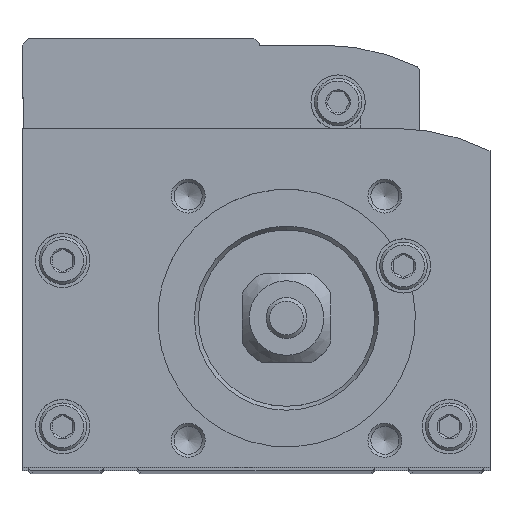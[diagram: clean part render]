
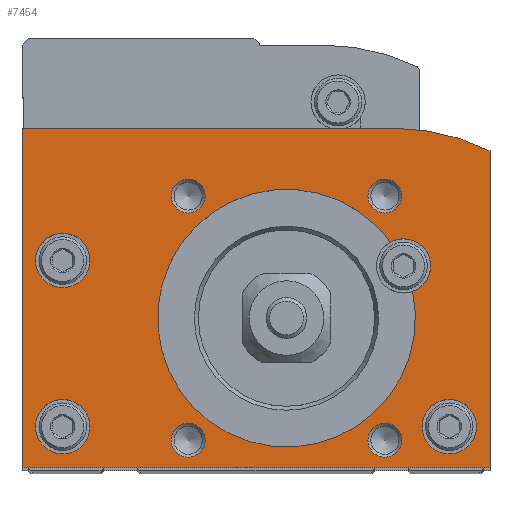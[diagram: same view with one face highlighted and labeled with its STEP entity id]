
A CAD part, top view. The second image highlights one B-rep face of the part: STEP entity #7454.
In plain terms, the highlighted face is planar.
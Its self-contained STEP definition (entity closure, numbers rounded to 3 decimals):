
#505=CIRCLE('',#9481,19.);
#508=CIRCLE('',#9485,32.);
#510=CIRCLE('',#9492,2.5);
#511=CIRCLE('',#9493,2.5);
#512=CIRCLE('',#9494,2.5);
#513=CIRCLE('',#9495,2.5);
#514=CIRCLE('',#9496,4.);
#515=CIRCLE('',#9497,4.);
#516=CIRCLE('',#9498,4.);
#517=CIRCLE('',#9499,4.);
#1690=ORIENTED_EDGE('',*,*,#3276,.T.);
#1691=ORIENTED_EDGE('',*,*,#3277,.T.);
#1692=ORIENTED_EDGE('',*,*,#3278,.T.);
#1693=ORIENTED_EDGE('',*,*,#3279,.T.);
#1694=ORIENTED_EDGE('',*,*,#3280,.F.);
#1695=ORIENTED_EDGE('',*,*,#3281,.F.);
#1696=ORIENTED_EDGE('',*,*,#3282,.F.);
#1697=ORIENTED_EDGE('',*,*,#3256,.F.);
#1698=ORIENTED_EDGE('',*,*,#3283,.F.);
#1699=ORIENTED_EDGE('',*,*,#3262,.F.);
#1700=ORIENTED_EDGE('',*,*,#3275,.F.);
#1701=ORIENTED_EDGE('',*,*,#3271,.F.);
#1702=ORIENTED_EDGE('',*,*,#3268,.F.);
#1703=ORIENTED_EDGE('',*,*,#3265,.F.);
#3256=EDGE_CURVE('',#4126,#4127,#505,.T.);
#3262=EDGE_CURVE('',#4132,#4133,#508,.T.);
#3265=EDGE_CURVE('',#4133,#4135,#4835,.T.);
#3268=EDGE_CURVE('',#4135,#4137,#4838,.T.);
#3271=EDGE_CURVE('',#4137,#4139,#4841,.T.);
#3275=EDGE_CURVE('',#4139,#4132,#4844,.T.);
#3276=EDGE_CURVE('',#4141,#4141,#510,.T.);
#3277=EDGE_CURVE('',#4142,#4142,#511,.T.);
#3278=EDGE_CURVE('',#4143,#4143,#512,.T.);
#3279=EDGE_CURVE('',#4144,#4144,#513,.T.);
#3280=EDGE_CURVE('',#4145,#4145,#514,.T.);
#3281=EDGE_CURVE('',#4146,#4146,#515,.T.);
#3282=EDGE_CURVE('',#4127,#4126,#516,.T.);
#3283=EDGE_CURVE('',#4147,#4147,#517,.T.);
#4126=VERTEX_POINT('',#13413);
#4127=VERTEX_POINT('',#13414);
#4132=VERTEX_POINT('',#13425);
#4133=VERTEX_POINT('',#13427);
#4135=VERTEX_POINT('',#13433);
#4137=VERTEX_POINT('',#13439);
#4139=VERTEX_POINT('',#13445);
#4141=VERTEX_POINT('',#13454);
#4142=VERTEX_POINT('',#13456);
#4143=VERTEX_POINT('',#13458);
#4144=VERTEX_POINT('',#13460);
#4145=VERTEX_POINT('',#13462);
#4146=VERTEX_POINT('',#13464);
#4147=VERTEX_POINT('',#13467);
#4835=LINE('',#13432,#5434);
#4838=LINE('',#13438,#5437);
#4841=LINE('',#13444,#5440);
#4844=LINE('',#13451,#5443);
#5434=VECTOR('',#10985,1000.);
#5437=VECTOR('',#10990,1000.);
#5440=VECTOR('',#10995,1000.);
#5443=VECTOR('',#11002,1000.);
#5895=EDGE_LOOP('',(#1690));
#5896=EDGE_LOOP('',(#1691));
#5897=EDGE_LOOP('',(#1692));
#5898=EDGE_LOOP('',(#1693));
#5899=EDGE_LOOP('',(#1694));
#5900=EDGE_LOOP('',(#1695));
#5901=EDGE_LOOP('',(#1696,#1697));
#5902=EDGE_LOOP('',(#1698));
#5903=EDGE_LOOP('',(#1699,#1700,#1701,#1702,#1703));
#6544=FACE_BOUND('',#5895,.T.);
#6545=FACE_BOUND('',#5896,.T.);
#6546=FACE_BOUND('',#5897,.T.);
#6547=FACE_BOUND('',#5898,.T.);
#6548=FACE_BOUND('',#5899,.T.);
#6549=FACE_BOUND('',#5900,.T.);
#6550=FACE_BOUND('',#5901,.T.);
#6551=FACE_BOUND('',#5902,.T.);
#6552=FACE_BOUND('',#5903,.T.);
#7108=PLANE('',#9491);
#7454=ADVANCED_FACE('',(#6544,#6545,#6546,#6547,#6548,#6549,#6550,#6551,
#6552),#7108,.F.);
#9481=AXIS2_PLACEMENT_3D('',#13412,#10968,#10969);
#9485=AXIS2_PLACEMENT_3D('',#13426,#10979,#10980);
#9491=AXIS2_PLACEMENT_3D('',#13452,#11003,#11004);
#9492=AXIS2_PLACEMENT_3D('',#13453,#11005,#11006);
#9493=AXIS2_PLACEMENT_3D('',#13455,#11007,#11008);
#9494=AXIS2_PLACEMENT_3D('',#13457,#11009,#11010);
#9495=AXIS2_PLACEMENT_3D('',#13459,#11011,#11012);
#9496=AXIS2_PLACEMENT_3D('',#13461,#11013,#11014);
#9497=AXIS2_PLACEMENT_3D('',#13463,#11015,#11016);
#9498=AXIS2_PLACEMENT_3D('',#13465,#11017,#11018);
#9499=AXIS2_PLACEMENT_3D('',#13466,#11019,#11020);
#10968=DIRECTION('',(0.,0.,-1.));
#10969=DIRECTION('',(-1.,0.,0.));
#10979=DIRECTION('',(0.,0.,1.));
#10980=DIRECTION('',(1.,0.,0.));
#10985=DIRECTION('',(0.,-1.,0.));
#10990=DIRECTION('',(1.,0.,0.));
#10995=DIRECTION('',(0.,1.,0.));
#11002=DIRECTION('',(-1.,0.,0.));
#11003=DIRECTION('',(0.,0.,1.));
#11004=DIRECTION('',(1.,0.,0.));
#11005=DIRECTION('',(0.,0.,1.));
#11006=DIRECTION('',(1.,0.,0.));
#11007=DIRECTION('',(0.,0.,1.));
#11008=DIRECTION('',(1.,0.,0.));
#11009=DIRECTION('',(0.,0.,1.));
#11010=DIRECTION('',(1.,0.,0.));
#11011=DIRECTION('',(0.,0.,1.));
#11012=DIRECTION('',(1.,0.,0.));
#11013=DIRECTION('',(0.,0.,-1.));
#11014=DIRECTION('',(-1.,0.,0.));
#11015=DIRECTION('',(0.,0.,-1.));
#11016=DIRECTION('',(-1.,0.,0.));
#11017=DIRECTION('',(0.,0.,-1.));
#11018=DIRECTION('',(-1.,0.,0.));
#11019=DIRECTION('',(0.,0.,-1.));
#11020=DIRECTION('',(-1.,0.,0.));
#13412=CARTESIAN_POINT('',(30.,22.,-21.));
#13413=CARTESIAN_POINT('',(14.662,33.213,-21.));
#13414=CARTESIAN_POINT('',(11.411,25.931,-21.));
#13425=CARTESIAN_POINT('',(14.25,50.,-21.));
#13426=CARTESIAN_POINT('',(14.25,18.,-21.));
#13427=CARTESIAN_POINT('',(0.,46.652,-21.));
#13432=CARTESIAN_POINT('',(0.,46.652,-21.));
#13433=CARTESIAN_POINT('',(0.,0.,-21.));
#13438=CARTESIAN_POINT('',(0.,0.,-21.));
#13439=CARTESIAN_POINT('',(69.,0.,-21.));
#13444=CARTESIAN_POINT('',(69.,0.,-21.));
#13445=CARTESIAN_POINT('',(69.,50.,-21.));
#13451=CARTESIAN_POINT('',(69.,50.,-21.));
#13452=CARTESIAN_POINT('',(14.25,18.,-21.));
#13453=CARTESIAN_POINT('',(44.5,4.,-21.));
#13454=CARTESIAN_POINT('',(47.,4.,-21.));
#13455=CARTESIAN_POINT('',(44.5,40.,-21.));
#13456=CARTESIAN_POINT('',(47.,40.,-21.));
#13457=CARTESIAN_POINT('',(15.5,40.,-21.));
#13458=CARTESIAN_POINT('',(18.,40.,-21.));
#13459=CARTESIAN_POINT('',(15.5,4.,-21.));
#13460=CARTESIAN_POINT('',(18.,4.,-21.));
#13461=CARTESIAN_POINT('',(6.,6.,-21.));
#13462=CARTESIAN_POINT('',(2.,6.,-21.));
#13463=CARTESIAN_POINT('',(63.,30.5,-21.));
#13464=CARTESIAN_POINT('',(59.,30.5,-21.));
#13465=CARTESIAN_POINT('',(12.75,29.7,-21.));
#13466=CARTESIAN_POINT('',(63.,6.,-21.));
#13467=CARTESIAN_POINT('',(59.,6.,-21.));
